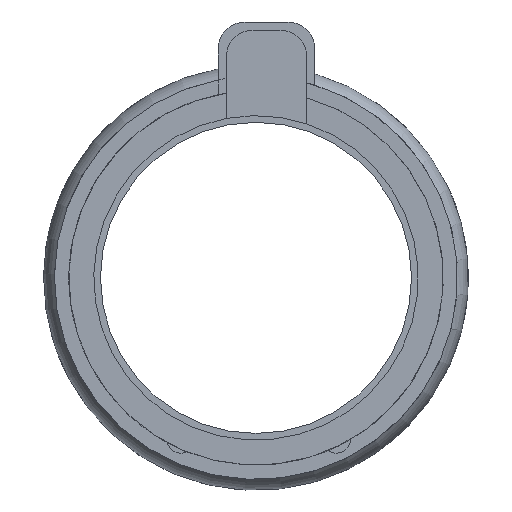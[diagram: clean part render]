
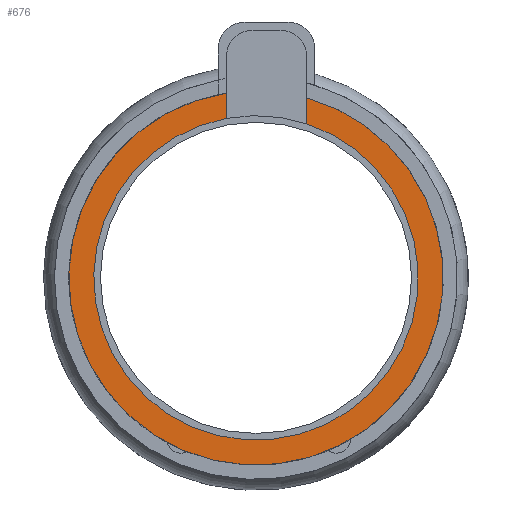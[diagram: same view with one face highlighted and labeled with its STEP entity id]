
A CAD part, front view. The second image highlights one B-rep face of the part: STEP entity #676.
In plain terms, the highlighted planar face has unit normal (0, -1, 0).
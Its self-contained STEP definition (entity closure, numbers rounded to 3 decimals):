
#46=PLANE('',#771);
#84=FACE_OUTER_BOUND('',#125,.T.);
#125=EDGE_LOOP('',(#620,#621,#622,#623));
#158=LINE('',#1109,#207);
#169=LINE('',#1224,#218);
#207=VECTOR('',#870,10.);
#218=VECTOR('',#951,10.);
#261=CIRCLE('',#761,30.25);
#266=CIRCLE('',#770,34.9);
#304=VERTEX_POINT('',#1106);
#305=VERTEX_POINT('',#1108);
#325=VERTEX_POINT('',#1221);
#326=VERTEX_POINT('',#1223);
#381=EDGE_CURVE('',#305,#304,#158,.T.);
#415=EDGE_CURVE('',#326,#325,#169,.T.);
#419=EDGE_CURVE('',#325,#305,#261,.T.);
#427=EDGE_CURVE('',#304,#326,#266,.T.);
#620=ORIENTED_EDGE('',*,*,#427,.T.);
#621=ORIENTED_EDGE('',*,*,#415,.T.);
#622=ORIENTED_EDGE('',*,*,#419,.T.);
#623=ORIENTED_EDGE('',*,*,#381,.T.);
#676=ADVANCED_FACE('',(#84),#46,.F.);
#761=AXIS2_PLACEMENT_3D('',#1231,#960,#961);
#770=AXIS2_PLACEMENT_3D('',#1245,#981,#982);
#771=AXIS2_PLACEMENT_3D('',#1246,#983,#984);
#870=DIRECTION('',(0.,0.,1.));
#951=DIRECTION('',(0.,0.,-1.));
#960=DIRECTION('center_axis',(0.,1.,0.));
#961=DIRECTION('ref_axis',(-1.,0.,0.));
#981=DIRECTION('center_axis',(0.,-1.,0.));
#982=DIRECTION('ref_axis',(-1.,0.,0.));
#983=DIRECTION('center_axis',(0.,1.,0.));
#984=DIRECTION('ref_axis',(-1.,0.,0.));
#1106=CARTESIAN_POINT('',(-5.534,184.,34.458));
#1108=CARTESIAN_POINT('',(-5.534,184.,29.739));
#1109=CARTESIAN_POINT('',(-5.534,184.,29.577));
#1221=CARTESIAN_POINT('',(9.466,184.,28.731));
#1223=CARTESIAN_POINT('',(9.466,184.,33.592));
#1224=CARTESIAN_POINT('',(9.466,184.,29.645));
#1231=CARTESIAN_POINT('Origin',(0.,184.,0.));
#1245=CARTESIAN_POINT('Origin',(0.,184.,0.));
#1246=CARTESIAN_POINT('Origin',(0.,184.,-0.221));
